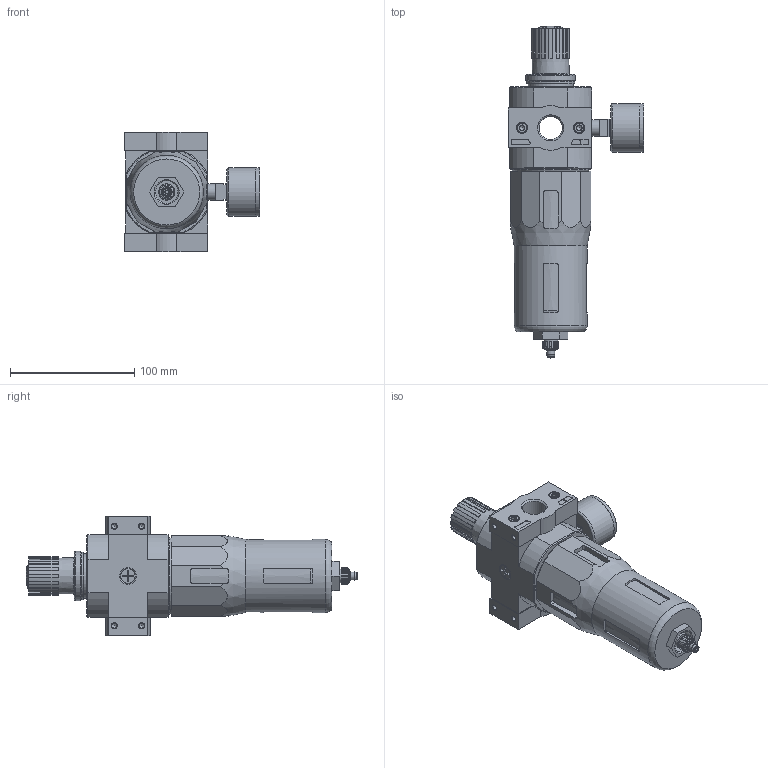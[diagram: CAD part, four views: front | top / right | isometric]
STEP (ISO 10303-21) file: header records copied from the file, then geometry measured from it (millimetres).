
FILE_DESCRIPTION(/* description */ ('STEP AP214'),/* implementation_level */ '2;1');
FILE_NAME(/* name */ '186491_LFR-1_2-D-5M-MAXI',/* time_stamp */ '2024-09-03T17:23:40+02:00',/* author */ ('License CC BY-ND 4.0'),/* organization */ ('CADENAS'),/* preprocessor_version */ 'ST-DEVELOPER v19.3',/* originating_system */ 'PARTsolutions',/* authorisation */ ' ');
FILE_SCHEMA (('AUTOMOTIVE_DESIGN {1 0 10303 214 3 1 1}'));
Length unit declared in the file: millimetre
Products named in the file (9): 186491 LFR-1/2-D-5M-MAXI---(0); 127317 LFR-D-5M-MAXI--(0); 8003639 PAGN-40-16-G14; 680244 PBL-1/2-D-MAXI-R---(0) p1; DIN-912 - M5x20(F); 680243 PBL-1/2-D-MAXI-L---(1) p1; 398011 LRVS-D-MINI; 125696 LR/LFR-D-MAXI; 648415 LF
Assembly tree (11 placements, depth 2):
  186491 LFR-1/2-D-5M-MAXI---(0)
    127317 LFR-D-5M-MAXI--(0)
    8003639 PAGN-40-16-G14
    680244 PBL-1/2-D-MAXI-R---(0) p1
    DIN-912 - M5x20(F)  x4
    680243 PBL-1/2-D-MAXI-L---(1) p1
    398011 LRVS-D-MINI
    125696 LR/LFR-D-MAXI
    648415 LF
Bounding box: 108.95 x 267 x 96 mm (x, y, z)
Volume: 748690 mm3; surface area: 96617.7 mm2
Topology: 11 solids, 12 shells, 652 faces, 1608 edges, 1026 vertices
Faces by surface type: plane 359, cylinder 157, cone 109, torus 22, sphere 5
Full cylindrical faces by diameter (mm): 2 x1, 3 x1, 4.134 x8, 4.2 x1, 5 x4, 5.6 x1, 6.4 x1, 6.8 x1, 7.1 x1, 8.5 x4, 8.7 x1, 9 x1, 9.5 x1, 11 x1, 11.2 x1, 11.445 x2, 12.6 x1, 13.157 x2, 18 x1, 18.631 x2, 22 x1, 24.9 x1, 26.9 x1, 30 x2, 34.16 x1, 34.376 x1, 36 x1, 38.5 x1, 38.7 x1, 39 x1
Entity records: 19113 total; most frequent: CARTESIAN_POINT 3507, DIRECTION 2776, ORIENTED_EDGE 2604, EDGE_CURVE 1302, AXIS2_PLACEMENT_3D 1078, VERTEX_POINT 925, FACE_BOUND 767, EDGE_LOOP 758
